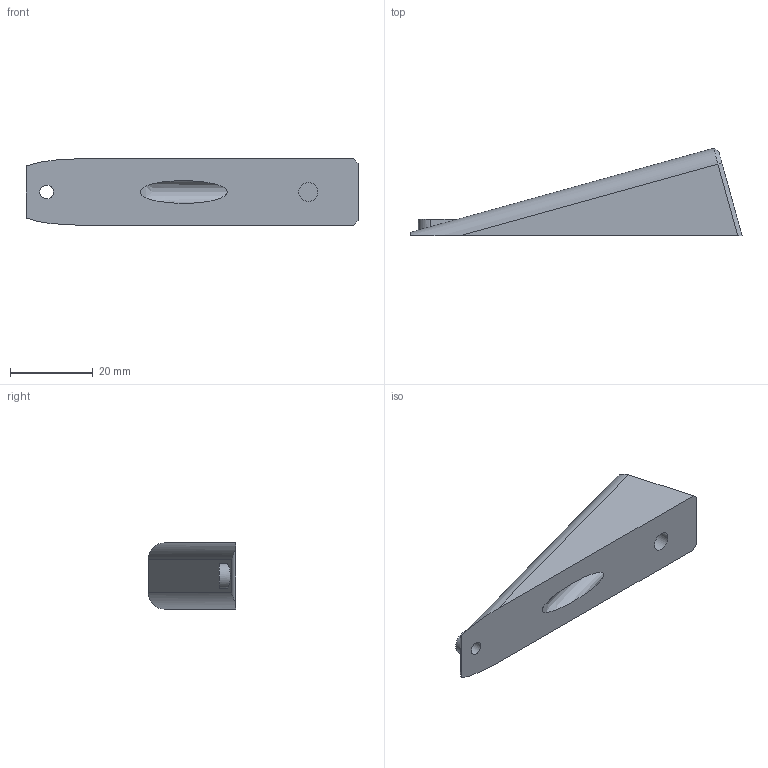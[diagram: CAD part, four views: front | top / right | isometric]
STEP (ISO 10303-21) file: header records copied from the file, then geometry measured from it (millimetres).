
FILE_DESCRIPTION(/* description */ (''),/* implementation_level */ '2;1');
FILE_NAME(/* name */ 'CouplerMount.step',/* time_stamp */ '2024-02-11T15:47:17-05:00',/* author */ (''),/* organization */ (''),/* preprocessor_version */ 'ST-DEVELOPER v20',/* originating_system */ 'Autodesk Translation Framework v12.20.1.177',/* authorisation */ '');
FILE_SCHEMA (('AUTOMOTIVE_DESIGN { 1 0 10303 214 3 1 1 }'));
Length unit declared in the file: millimetre
Products named in the file (1): CouplerMount
Bounding box: 80.25 x 21.11 x 16 mm (x, y, z)
Volume: 12420.2 mm3; surface area: 5194.6 mm2
Topology: 1 solids, 1 shells, 38 faces, 94 edges, 61 vertices
Faces by surface type: cylinder 15, plane 13, bspline 6, cone 4
Full cylindrical faces by diameter (mm): 3.3 x1, 4.6 x1, 9.928 x7
Entity records: 4261 total; most frequent: CARTESIAN_POINT 3391, ORIENTED_EDGE 188, DIRECTION 140, EDGE_CURVE 94, VERTEX_POINT 61, AXIS2_PLACEMENT_3D 50, EDGE_LOOP 45, LINE 40
